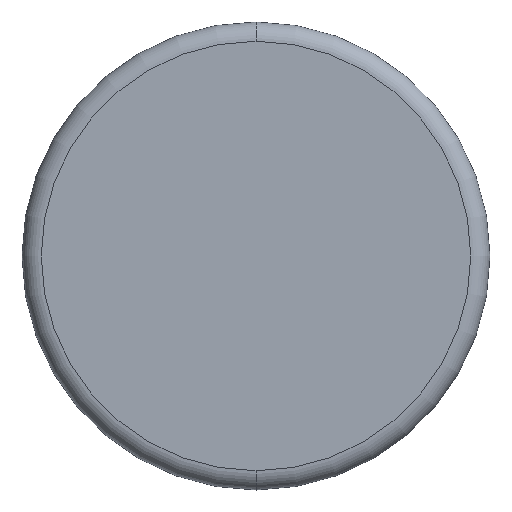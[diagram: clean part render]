
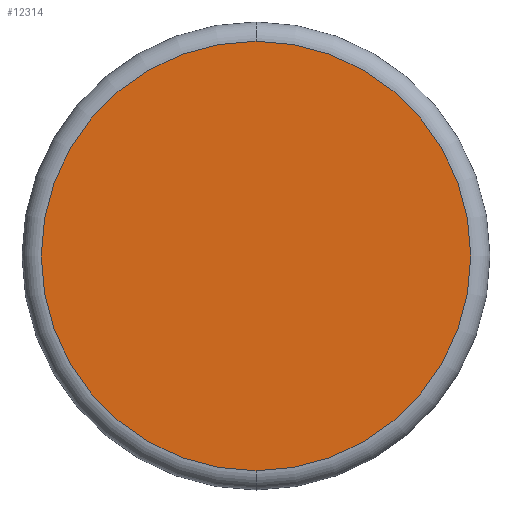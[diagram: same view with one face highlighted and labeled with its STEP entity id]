
A CAD part, left-side view. The second image highlights one B-rep face of the part: STEP entity #12314.
In plain terms, the highlighted planar face has unit normal (-1, 0, 0).
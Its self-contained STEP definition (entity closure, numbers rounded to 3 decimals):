
#89 = DIRECTION ( 'NONE',  ( -1., 0., 0. ) ) ;
#2526 = CARTESIAN_POINT ( 'NONE',  ( 692.425, -1060.293, 1928.549 ) ) ;
#2674 = EDGE_LOOP ( 'NONE', ( #11558, #6578 ) ) ;
#4465 = CARTESIAN_POINT ( 'NONE',  ( 692.425, -1060.293, 2262.39 ) ) ;
#4762 = DIRECTION ( 'NONE',  ( -1., 0., 0. ) ) ;
#5156 = DIRECTION ( 'NONE',  ( 0., 0., -1. ) ) ;
#5388 = VERTEX_POINT ( 'NONE', #6214 ) ;
#5445 = EDGE_CURVE ( 'NONE', #12181, #5388, #11814, .T. ) ;
#5682 = FACE_OUTER_BOUND ( 'NONE', #2674, .T. ) ;
#6214 = CARTESIAN_POINT ( 'NONE',  ( 692.425, -1060.293, 1594.708 ) ) ;
#6578 = ORIENTED_EDGE ( 'NONE', *, *, #5445, .T. ) ;
#6665 = AXIS2_PLACEMENT_3D ( 'NONE', #7435, #4762, #15163 ) ;
#7435 = CARTESIAN_POINT ( 'NONE',  ( 692.425, -1060.293, 1928.549 ) ) ;
#7669 = EDGE_CURVE ( 'NONE', #5388, #12181, #14600, .T. ) ;
#7834 = DIRECTION ( 'NONE',  ( 0., 0., -1. ) ) ;
#8735 = PLANE ( 'NONE',  #14850 ) ;
#8957 = DIRECTION ( 'NONE',  ( 1., 0., 0. ) ) ;
#11052 = AXIS2_PLACEMENT_3D ( 'NONE', #2526, #89, #7834 ) ;
#11537 = CARTESIAN_POINT ( 'NONE',  ( 692.425, 0., 0. ) ) ;
#11558 = ORIENTED_EDGE ( 'NONE', *, *, #7669, .T. ) ;
#11814 = CIRCLE ( 'NONE', #6665, 333.841 ) ;
#12181 = VERTEX_POINT ( 'NONE', #4465 ) ;
#12314 = ADVANCED_FACE ( 'NONE', ( #5682 ), #8735, .F. ) ;
#14600 = CIRCLE ( 'NONE', #11052, 333.841 ) ;
#14850 = AXIS2_PLACEMENT_3D ( 'NONE', #11537, #8957, #5156 ) ;
#15163 = DIRECTION ( 'NONE',  ( 0., 0., -1. ) ) ;
